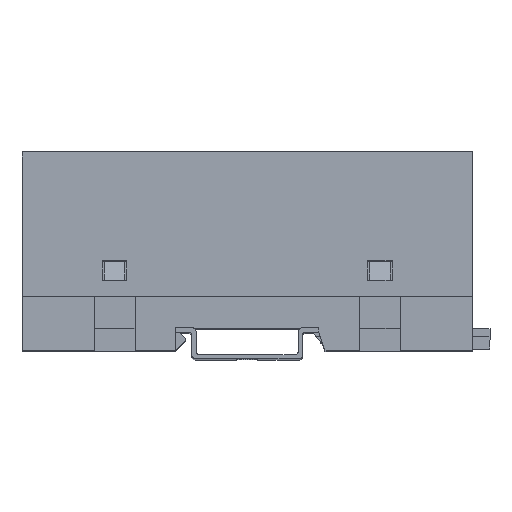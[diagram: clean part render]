
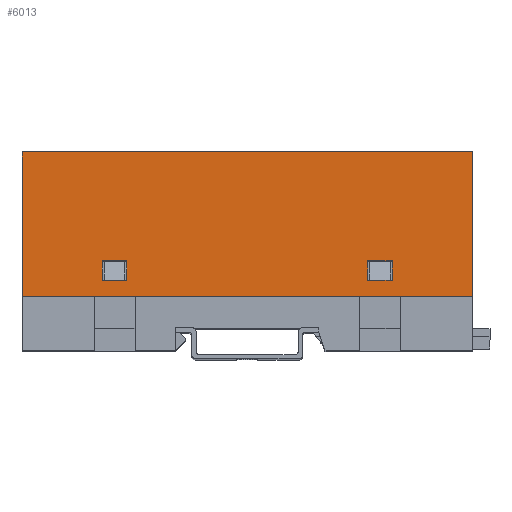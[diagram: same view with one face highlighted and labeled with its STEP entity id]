
A CAD part, top view. The second image highlights one B-rep face of the part: STEP entity #6013.
In plain terms, the highlighted face is planar.
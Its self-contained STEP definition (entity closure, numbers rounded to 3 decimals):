
#36 = VECTOR ( 'NONE', #17044, 1000. ) ;
#88 = CARTESIAN_POINT ( 'NONE',  ( -29.4, 4., -52.5 ) ) ;
#289 = LINE ( 'NONE', #811, #19744 ) ;
#323 = LINE ( 'NONE', #12026, #17030 ) ;
#811 = CARTESIAN_POINT ( 'NONE',  ( -29.4, 8.7, -52.5 ) ) ;
#859 = CARTESIAN_POINT ( 'NONE',  ( 35.4, 4., -52.5 ) ) ;
#1269 = EDGE_CURVE ( 'NONE', #15104, #4310, #16345, .T. ) ;
#1423 = LINE ( 'NONE', #859, #36 ) ;
#1605 = CARTESIAN_POINT ( 'NONE',  ( -55., 0., -52.5 ) ) ;
#2073 = ORIENTED_EDGE ( 'NONE', *, *, #20158, .T. ) ;
#2625 = DIRECTION ( 'NONE',  ( 0., 0., 1. ) ) ;
#2730 = VECTOR ( 'NONE', #3859, 1000. ) ;
#3760 = DIRECTION ( 'NONE',  ( -1., 0., 0. ) ) ;
#3802 = LINE ( 'NONE', #10516, #8800 ) ;
#3810 = VECTOR ( 'NONE', #14684, 1000. ) ;
#3859 = DIRECTION ( 'NONE',  ( 0., 1., 0. ) ) ;
#4025 = ORIENTED_EDGE ( 'NONE', *, *, #20877, .T. ) ;
#4064 = CARTESIAN_POINT ( 'NONE',  ( -55., 35.3, -52.5 ) ) ;
#4176 = ORIENTED_EDGE ( 'NONE', *, *, #8516, .F. ) ;
#4310 = VERTEX_POINT ( 'NONE', #16919 ) ;
#4812 = VERTEX_POINT ( 'NONE', #4064 ) ;
#4865 = CARTESIAN_POINT ( 'NONE',  ( -55., 35.3, -52.5 ) ) ;
#4883 = CARTESIAN_POINT ( 'NONE',  ( -35.4, 4., -52.5 ) ) ;
#5457 = LINE ( 'NONE', #11599, #20458 ) ;
#5802 = EDGE_LOOP ( 'NONE', ( #21741, #22212, #4176, #11536 ) ) ;
#6013 = ADVANCED_FACE ( 'NONE', ( #21698, #7783, #7515 ), #13306, .F. ) ;
#6176 = VERTEX_POINT ( 'NONE', #13670 ) ;
#6258 = EDGE_CURVE ( 'NONE', #4812, #10692, #9194, .T. ) ;
#6906 = VERTEX_POINT ( 'NONE', #9108 ) ;
#7237 = VERTEX_POINT ( 'NONE', #4883 ) ;
#7394 = CARTESIAN_POINT ( 'NONE',  ( 35.4, 8.7, -52.5 ) ) ;
#7482 = EDGE_CURVE ( 'NONE', #7579, #15104, #14428, .T. ) ;
#7515 = FACE_OUTER_BOUND ( 'NONE', #15121, .T. ) ;
#7550 = CARTESIAN_POINT ( 'NONE',  ( 55., 35.3, -52.5 ) ) ;
#7563 = CARTESIAN_POINT ( 'NONE',  ( 29.4, 4., -52.5 ) ) ;
#7579 = VERTEX_POINT ( 'NONE', #7563 ) ;
#7783 = FACE_BOUND ( 'NONE', #9599, .T. ) ;
#7789 = ORIENTED_EDGE ( 'NONE', *, *, #20076, .F. ) ;
#8190 = DIRECTION ( 'NONE',  ( 0., -1., 0. ) ) ;
#8299 = VECTOR ( 'NONE', #3760, 1000. ) ;
#8341 = CARTESIAN_POINT ( 'NONE',  ( 55., 0., -52.5 ) ) ;
#8516 = EDGE_CURVE ( 'NONE', #22631, #6906, #16602, .T. ) ;
#8800 = VECTOR ( 'NONE', #16242, 1000. ) ;
#8907 = CARTESIAN_POINT ( 'NONE',  ( -55., 35.3, -52.5 ) ) ;
#8973 = VECTOR ( 'NONE', #16064, 1000. ) ;
#9108 = CARTESIAN_POINT ( 'NONE',  ( -29.4, 8.7, -52.5 ) ) ;
#9194 = LINE ( 'NONE', #4865, #21121 ) ;
#9397 = CARTESIAN_POINT ( 'NONE',  ( -29.4, 8.7, -52.5 ) ) ;
#9599 = EDGE_LOOP ( 'NONE', ( #20124, #15690, #21429, #20353 ) ) ;
#10247 = DIRECTION ( 'NONE',  ( 0., -1., 0. ) ) ;
#10310 = CARTESIAN_POINT ( 'NONE',  ( -35.4, 8.7, -52.5 ) ) ;
#10516 = CARTESIAN_POINT ( 'NONE',  ( 35.4, 8.7, -52.5 ) ) ;
#10692 = VERTEX_POINT ( 'NONE', #11029 ) ;
#10844 = CARTESIAN_POINT ( 'NONE',  ( 29.4, 8.7, -52.5 ) ) ;
#11029 = CARTESIAN_POINT ( 'NONE',  ( -55., 0., -52.5 ) ) ;
#11409 = DIRECTION ( 'NONE',  ( 0., -1., 0. ) ) ;
#11536 = ORIENTED_EDGE ( 'NONE', *, *, #15821, .F. ) ;
#11599 = CARTESIAN_POINT ( 'NONE',  ( -35.4, 8.7, -52.5 ) ) ;
#11826 = DIRECTION ( 'NONE',  ( 1., 0., 0. ) ) ;
#12026 = CARTESIAN_POINT ( 'NONE',  ( 55., 35.3, -52.5 ) ) ;
#12075 = VERTEX_POINT ( 'NONE', #8341 ) ;
#13181 = EDGE_CURVE ( 'NONE', #6906, #19817, #289, .T. ) ;
#13306 = PLANE ( 'NONE',  #18012 ) ;
#13348 = LINE ( 'NONE', #88, #8299 ) ;
#13670 = CARTESIAN_POINT ( 'NONE',  ( 35.4, 4., -52.5 ) ) ;
#14428 = LINE ( 'NONE', #14591, #2730 ) ;
#14591 = CARTESIAN_POINT ( 'NONE',  ( 29.4, 8.7, -52.5 ) ) ;
#14684 = DIRECTION ( 'NONE',  ( 1., 0., 0. ) ) ;
#15104 = VERTEX_POINT ( 'NONE', #10844 ) ;
#15121 = EDGE_LOOP ( 'NONE', ( #2073, #17247, #7789, #4025 ) ) ;
#15571 = EDGE_CURVE ( 'NONE', #4310, #6176, #3802, .T. ) ;
#15690 = ORIENTED_EDGE ( 'NONE', *, *, #7482, .F. ) ;
#15821 = EDGE_CURVE ( 'NONE', #7237, #22631, #5457, .T. ) ;
#16064 = DIRECTION ( 'NONE',  ( -1., 0., 0. ) ) ;
#16242 = DIRECTION ( 'NONE',  ( 0., -1., 0. ) ) ;
#16345 = LINE ( 'NONE', #7394, #17177 ) ;
#16602 = LINE ( 'NONE', #9397, #3810 ) ;
#16736 = EDGE_CURVE ( 'NONE', #19817, #7237, #13348, .T. ) ;
#16919 = CARTESIAN_POINT ( 'NONE',  ( 35.4, 8.7, -52.5 ) ) ;
#17030 = VECTOR ( 'NONE', #8190, 1000. ) ;
#17044 = DIRECTION ( 'NONE',  ( -1., 0., 0. ) ) ;
#17055 = VECTOR ( 'NONE', #21165, 1000. ) ;
#17090 = CARTESIAN_POINT ( 'NONE',  ( -55., 35.3, -52.5 ) ) ;
#17177 = VECTOR ( 'NONE', #17525, 1000. ) ;
#17247 = ORIENTED_EDGE ( 'NONE', *, *, #6258, .F. ) ;
#17525 = DIRECTION ( 'NONE',  ( 1., 0., 0. ) ) ;
#18012 = AXIS2_PLACEMENT_3D ( 'NONE', #17090, #2625, #11826 ) ;
#19744 = VECTOR ( 'NONE', #11409, 1000. ) ;
#19817 = VERTEX_POINT ( 'NONE', #22407 ) ;
#20065 = LINE ( 'NONE', #8907, #8973 ) ;
#20076 = EDGE_CURVE ( 'NONE', #20261, #4812, #20065, .T. ) ;
#20124 = ORIENTED_EDGE ( 'NONE', *, *, #1269, .F. ) ;
#20158 = EDGE_CURVE ( 'NONE', #12075, #10692, #21742, .T. ) ;
#20261 = VERTEX_POINT ( 'NONE', #7550 ) ;
#20353 = ORIENTED_EDGE ( 'NONE', *, *, #15571, .F. ) ;
#20458 = VECTOR ( 'NONE', #20704, 1000. ) ;
#20704 = DIRECTION ( 'NONE',  ( 0., 1., 0. ) ) ;
#20877 = EDGE_CURVE ( 'NONE', #20261, #12075, #323, .T. ) ;
#21121 = VECTOR ( 'NONE', #10247, 1000. ) ;
#21165 = DIRECTION ( 'NONE',  ( -1., 0., 0. ) ) ;
#21334 = EDGE_CURVE ( 'NONE', #6176, #7579, #1423, .T. ) ;
#21429 = ORIENTED_EDGE ( 'NONE', *, *, #21334, .F. ) ;
#21698 = FACE_BOUND ( 'NONE', #5802, .T. ) ;
#21741 = ORIENTED_EDGE ( 'NONE', *, *, #16736, .F. ) ;
#21742 = LINE ( 'NONE', #1605, #17055 ) ;
#22212 = ORIENTED_EDGE ( 'NONE', *, *, #13181, .F. ) ;
#22407 = CARTESIAN_POINT ( 'NONE',  ( -29.4, 4., -52.5 ) ) ;
#22631 = VERTEX_POINT ( 'NONE', #10310 ) ;
